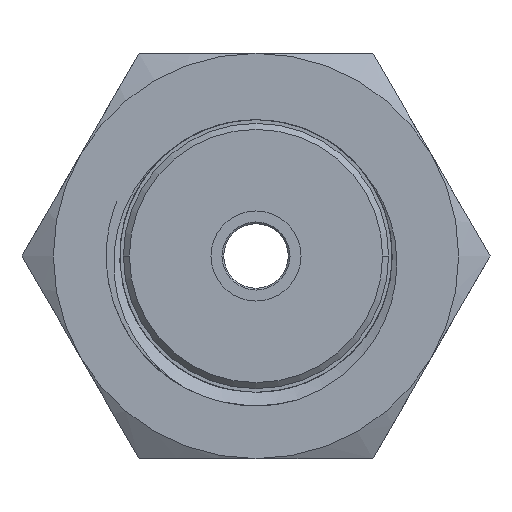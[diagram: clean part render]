
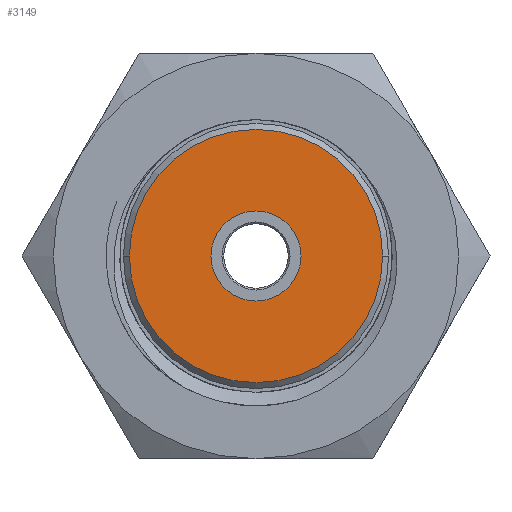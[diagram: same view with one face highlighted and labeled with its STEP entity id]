
A CAD part, left-side view. The second image highlights one B-rep face of the part: STEP entity #3149.
In plain terms, the highlighted planar face has unit normal (-1, 0, 0).
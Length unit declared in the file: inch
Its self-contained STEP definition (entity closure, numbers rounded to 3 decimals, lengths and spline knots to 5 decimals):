
#405 = ORIENTED_EDGE ( 'NONE', *, *, #2011, .F. ) ;
#547 = VERTEX_POINT ( 'NONE', #4234 ) ;
#583 = FACE_OUTER_BOUND ( 'NONE', #7959, .T. ) ;
#656 = ORIENTED_EDGE ( 'NONE', *, *, #1461, .T. ) ;
#744 = AXIS2_PLACEMENT_3D ( 'NONE', #5137, #3388, #6097 ) ;
#857 = CARTESIAN_POINT ( 'NONE',  ( -3.67518, 0., 0. ) ) ;
#885 = CIRCLE ( 'NONE', #744, 0.125 ) ;
#991 = VERTEX_POINT ( 'NONE', #2984 ) ;
#1461 = EDGE_CURVE ( 'NONE', #8580, #991, #8882, .T. ) ;
#1474 = EDGE_CURVE ( 'NONE', #991, #8580, #885, .T. ) ;
#1586 = DIRECTION ( 'NONE',  ( 0., 0., 1. ) ) ;
#1666 = CARTESIAN_POINT ( 'NONE',  ( -3.67518, 0., -0.3515 ) ) ;
#2011 = EDGE_CURVE ( 'NONE', #8384, #547, #3519, .T. ) ;
#2038 = EDGE_LOOP ( 'NONE', ( #10219, #656 ) ) ;
#2254 = FACE_BOUND ( 'NONE', #2038, .T. ) ;
#2914 = AXIS2_PLACEMENT_3D ( 'NONE', #5802, #6950, #1586 ) ;
#2984 = CARTESIAN_POINT ( 'NONE',  ( -3.67518, 0., -0.125 ) ) ;
#3149 = ADVANCED_FACE ( 'NONE', ( #583, #2254 ), #7194, .F. ) ;
#3388 = DIRECTION ( 'NONE',  ( 1., 0., 0. ) ) ;
#3519 = CIRCLE ( 'NONE', #8953, 0.3515 ) ;
#3647 = CARTESIAN_POINT ( 'NONE',  ( -3.67518, 0., 0.125 ) ) ;
#4234 = CARTESIAN_POINT ( 'NONE',  ( -3.67518, 0., 0.3515 ) ) ;
#4345 = DIRECTION ( 'NONE',  ( 1., 0., 0. ) ) ;
#4854 = CARTESIAN_POINT ( 'NONE',  ( -3.67518, 0., 0. ) ) ;
#4902 = CIRCLE ( 'NONE', #10267, 0.3515 ) ;
#4926 = ORIENTED_EDGE ( 'NONE', *, *, #9626, .F. ) ;
#5137 = CARTESIAN_POINT ( 'NONE',  ( -3.67518, 0., 0. ) ) ;
#5802 = CARTESIAN_POINT ( 'NONE',  ( -3.67518, 0., 0. ) ) ;
#6097 = DIRECTION ( 'NONE',  ( 0., 0., 1. ) ) ;
#6831 = DIRECTION ( 'NONE',  ( 1., 0., 0. ) ) ;
#6950 = DIRECTION ( 'NONE',  ( 1., 0., 0. ) ) ;
#7194 = PLANE ( 'NONE',  #8730 ) ;
#7959 = EDGE_LOOP ( 'NONE', ( #405, #4926 ) ) ;
#8079 = CARTESIAN_POINT ( 'NONE',  ( -3.67518, 0., 0. ) ) ;
#8384 = VERTEX_POINT ( 'NONE', #1666 ) ;
#8580 = VERTEX_POINT ( 'NONE', #3647 ) ;
#8648 = DIRECTION ( 'NONE',  ( 0., 0., 1. ) ) ;
#8730 = AXIS2_PLACEMENT_3D ( 'NONE', #8079, #8961, #10708 ) ;
#8882 = CIRCLE ( 'NONE', #2914, 0.125 ) ;
#8953 = AXIS2_PLACEMENT_3D ( 'NONE', #4854, #6831, #10994 ) ;
#8961 = DIRECTION ( 'NONE',  ( 1., 0., 0. ) ) ;
#9626 = EDGE_CURVE ( 'NONE', #547, #8384, #4902, .T. ) ;
#10219 = ORIENTED_EDGE ( 'NONE', *, *, #1474, .T. ) ;
#10267 = AXIS2_PLACEMENT_3D ( 'NONE', #857, #4345, #8648 ) ;
#10708 = DIRECTION ( 'NONE',  ( 0., 0., 1. ) ) ;
#10994 = DIRECTION ( 'NONE',  ( 0., 0., 1. ) ) ;
